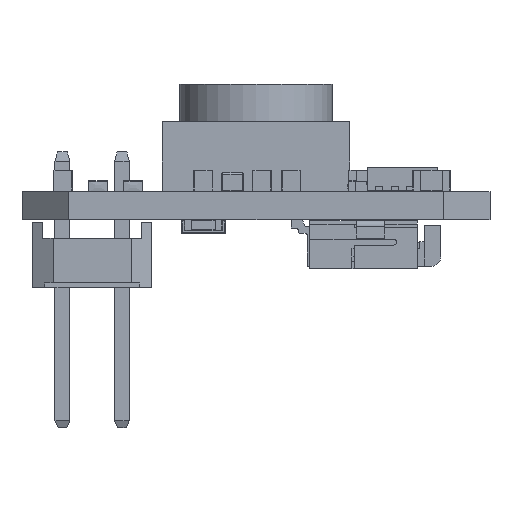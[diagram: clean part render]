
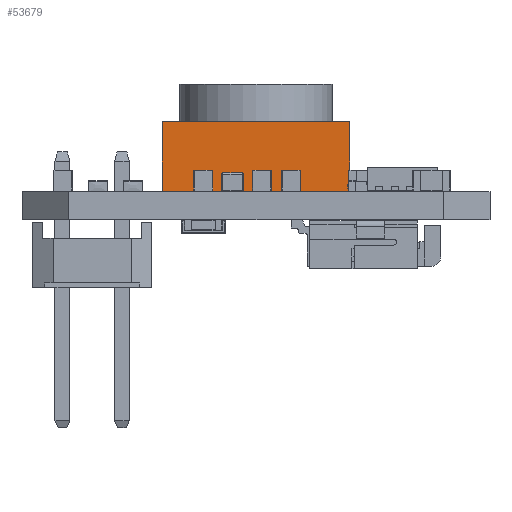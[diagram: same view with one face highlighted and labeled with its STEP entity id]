
A CAD part, left-side view. The second image highlights one B-rep face of the part: STEP entity #53679.
In plain terms, the highlighted planar face has unit normal (-1, 0, 0).
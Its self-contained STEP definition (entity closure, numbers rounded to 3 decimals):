
#53581 = EDGE_CURVE('',#53582,#53584,#53586,.T.);
#53582 = VERTEX_POINT('',#53583);
#53583 = CARTESIAN_POINT('',(-4.,4.,0.));
#53584 = VERTEX_POINT('',#53585);
#53585 = CARTESIAN_POINT('',(-4.,4.,2.99));
#53586 = LINE('',#53587,#53588);
#53587 = CARTESIAN_POINT('',(-4.,4.,0.));
#53588 = VECTOR('',#53589,1.);
#53589 = DIRECTION('',(0.,0.,1.));
#53654 = VERTEX_POINT('',#53655);
#53655 = CARTESIAN_POINT('',(-4.,-4.,2.99));
#53661 = EDGE_CURVE('',#53662,#53654,#53664,.T.);
#53662 = VERTEX_POINT('',#53663);
#53663 = CARTESIAN_POINT('',(-4.,-4.,0.));
#53664 = LINE('',#53665,#53666);
#53665 = CARTESIAN_POINT('',(-4.,-4.,0.));
#53666 = VECTOR('',#53667,1.);
#53667 = DIRECTION('',(0.,0.,1.));
#53679 = ADVANCED_FACE('',(#53680),#53696,.T.);
#53680 = FACE_BOUND('',#53681,.T.);
#53681 = EDGE_LOOP('',(#53682,#53683,#53689,#53690));
#53682 = ORIENTED_EDGE('',*,*,#53661,.T.);
#53683 = ORIENTED_EDGE('',*,*,#53684,.T.);
#53684 = EDGE_CURVE('',#53654,#53584,#53685,.T.);
#53685 = LINE('',#53686,#53687);
#53686 = CARTESIAN_POINT('',(-4.,-4.,2.99));
#53687 = VECTOR('',#53688,1.);
#53688 = DIRECTION('',(0.,1.,0.));
#53689 = ORIENTED_EDGE('',*,*,#53581,.F.);
#53690 = ORIENTED_EDGE('',*,*,#53691,.F.);
#53691 = EDGE_CURVE('',#53662,#53582,#53692,.T.);
#53692 = LINE('',#53693,#53694);
#53693 = CARTESIAN_POINT('',(-4.,-4.,0.));
#53694 = VECTOR('',#53695,1.);
#53695 = DIRECTION('',(0.,1.,0.));
#53696 = PLANE('',#53697);
#53697 = AXIS2_PLACEMENT_3D('',#53698,#53699,#53700);
#53698 = CARTESIAN_POINT('',(-4.,-4.,0.));
#53699 = DIRECTION('',(-1.,0.,0.));
#53700 = DIRECTION('',(0.,1.,0.));
